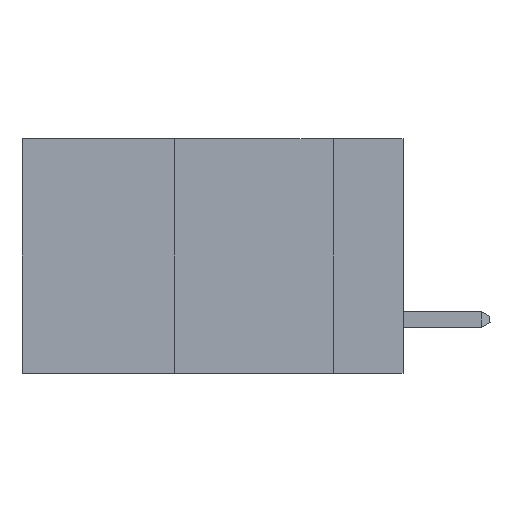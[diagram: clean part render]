
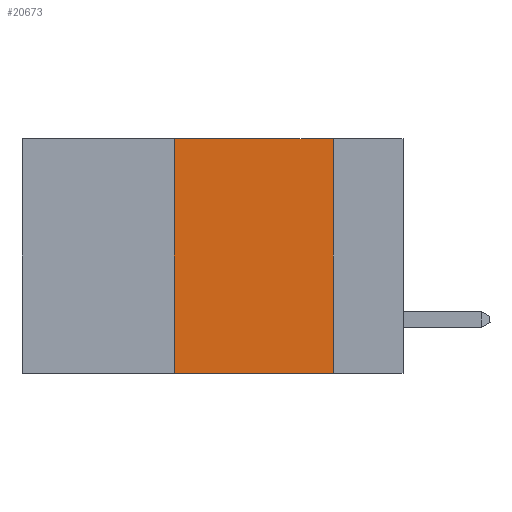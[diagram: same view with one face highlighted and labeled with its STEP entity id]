
A CAD part, left-side view. The second image highlights one B-rep face of the part: STEP entity #20673.
In plain terms, the highlighted planar face has unit normal (-1, 0, 0).
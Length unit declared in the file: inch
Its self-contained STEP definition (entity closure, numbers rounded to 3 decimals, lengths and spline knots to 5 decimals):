
#631 = CARTESIAN_POINT ( 'NONE',  ( 0., 0.36, 0. ) ) ;
#1993 = CARTESIAN_POINT ( 'NONE',  ( 0., 0.6, 0. ) ) ;
#2425 = LINE ( 'NONE', #24386, #21875 ) ;
#3375 = VECTOR ( 'NONE', #11644, 39.37008 ) ;
#3833 = VERTEX_POINT ( 'NONE', #631 ) ;
#4326 = DIRECTION ( 'NONE',  ( 1., 0., 0. ) ) ;
#5053 = ORIENTED_EDGE ( 'NONE', *, *, #23748, .F. ) ;
#5931 = EDGE_CURVE ( 'NONE', #8341, #15346, #19142, .T. ) ;
#6223 = LINE ( 'NONE', #12853, #22621 ) ;
#6235 = EDGE_LOOP ( 'NONE', ( #10068, #8498, #5053, #18957 ) ) ;
#7044 = DIRECTION ( 'NONE',  ( 0., 0., 1. ) ) ;
#7556 = CARTESIAN_POINT ( 'NONE',  ( 0., 0.11, 0. ) ) ;
#8341 = VERTEX_POINT ( 'NONE', #14866 ) ;
#8498 = ORIENTED_EDGE ( 'NONE', *, *, #21261, .F. ) ;
#9850 = AXIS2_PLACEMENT_3D ( 'NONE', #23933, #4326, #18416 ) ;
#10068 = ORIENTED_EDGE ( 'NONE', *, *, #5931, .F. ) ;
#11644 = DIRECTION ( 'NONE',  ( 0., 0., -1. ) ) ;
#11830 = DIRECTION ( 'NONE',  ( 0., -1., 0. ) ) ;
#12853 = CARTESIAN_POINT ( 'NONE',  ( 0., 0.36, 0. ) ) ;
#13938 = CARTESIAN_POINT ( 'NONE',  ( 0., 0.11, -0.37 ) ) ;
#14650 = FACE_OUTER_BOUND ( 'NONE', #6235, .T. ) ;
#14866 = CARTESIAN_POINT ( 'NONE',  ( 0., 0.11, 0. ) ) ;
#15275 = CARTESIAN_POINT ( 'NONE',  ( 0., 0.36, -0.37 ) ) ;
#15346 = VERTEX_POINT ( 'NONE', #13938 ) ;
#16427 = EDGE_CURVE ( 'NONE', #23223, #15346, #2425, .T. ) ;
#16700 = DIRECTION ( 'NONE',  ( 0., -1., 0. ) ) ;
#18416 = DIRECTION ( 'NONE',  ( 0., 0., -1. ) ) ;
#18957 = ORIENTED_EDGE ( 'NONE', *, *, #16427, .T. ) ;
#19142 = LINE ( 'NONE', #7556, #3375 ) ;
#19502 = VECTOR ( 'NONE', #11830, 39.37008 ) ;
#20673 = ADVANCED_FACE ( 'NONE', ( #14650 ), #24029, .F. ) ;
#21261 = EDGE_CURVE ( 'NONE', #3833, #8341, #24747, .T. ) ;
#21875 = VECTOR ( 'NONE', #16700, 39.37008 ) ;
#22621 = VECTOR ( 'NONE', #7044, 39.37008 ) ;
#23223 = VERTEX_POINT ( 'NONE', #15275 ) ;
#23748 = EDGE_CURVE ( 'NONE', #23223, #3833, #6223, .T. ) ;
#23933 = CARTESIAN_POINT ( 'NONE',  ( 0., 0.6, 0. ) ) ;
#24029 = PLANE ( 'NONE',  #9850 ) ;
#24386 = CARTESIAN_POINT ( 'NONE',  ( 0., 0.6, -0.37 ) ) ;
#24747 = LINE ( 'NONE', #1993, #19502 ) ;
